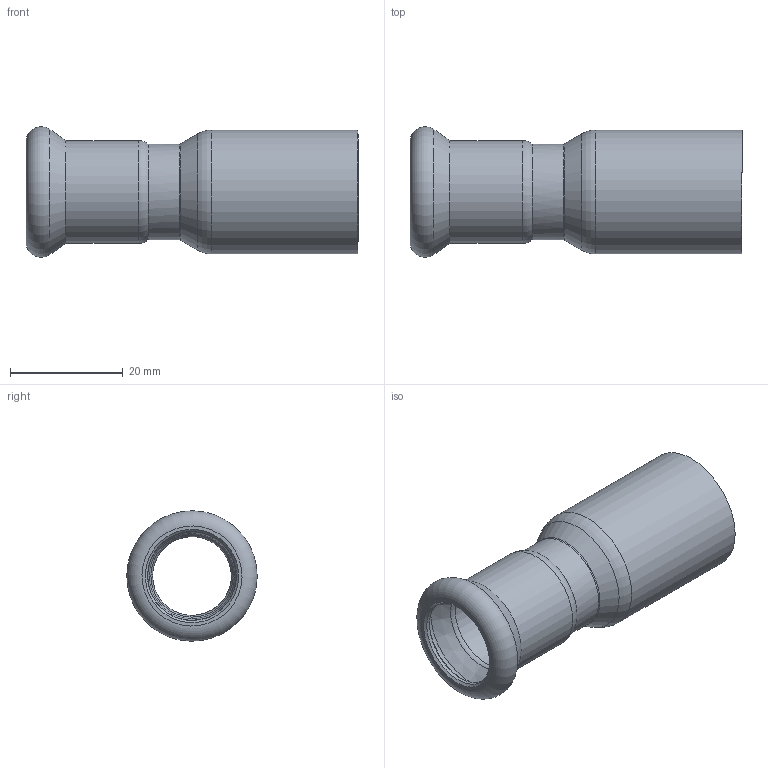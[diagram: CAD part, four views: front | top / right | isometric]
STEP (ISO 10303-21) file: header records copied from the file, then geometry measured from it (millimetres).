
FILE_DESCRIPTION(/* description */ (''),/* implementation_level */ '2;1');
FILE_NAME(/* name */ '42405.stp',/* time_stamp */ '2023-09-08T11:11:13+02:00',/* author */ ('JANAN'),/* organization */ (''),/* preprocessor_version */ 'ST-DEVELOPER v19.2',/* originating_system */ 'Autodesk Inventor 2023',/* authorisation */ '');
FILE_SCHEMA (('AUTOMOTIVE_DESIGN { 1 0 10303 214 3 1 1 }'));
Length unit declared in the file: millimetre
Products named in the file (1): tmp4550.tmp
Bounding box: 59 x 23.18 x 23.18 mm (x, y, z)
Volume: 5475.8 mm3; surface area: 7447 mm2
Topology: 1 solids, 1 shells, 26 faces, 53 edges, 30 vertices
Faces by surface type: torus 10, cylinder 7, cone 6, plane 3
Full cylindrical faces by diameter (mm): 14 x1, 15.2 x1, 15.8 x1, 17 x1, 18.3 x1, 19 x1, 22 x1
Entity records: 762 total; most frequent: DIRECTION 147, CARTESIAN_POINT 110, ORIENTED_EDGE 106, AXIS2_PLACEMENT_3D 67, EDGE_CURVE 53, CIRCLE 40, VERTEX_POINT 30, EDGE_LOOP 29
